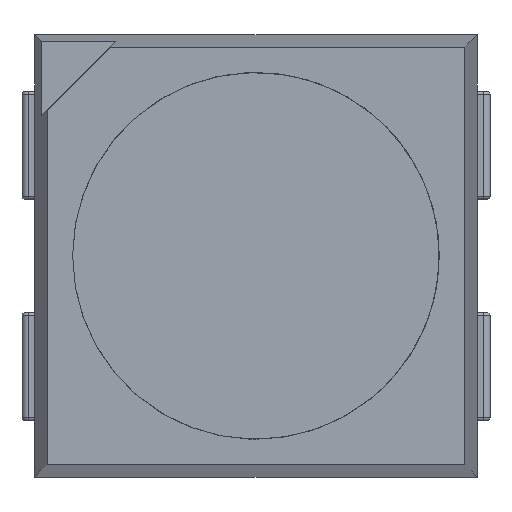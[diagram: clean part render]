
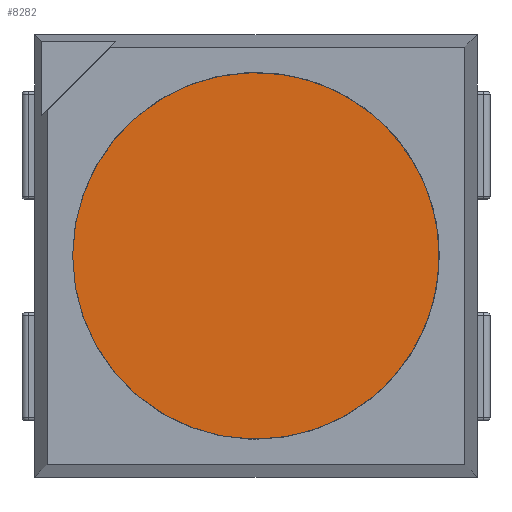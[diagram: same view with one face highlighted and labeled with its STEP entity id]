
A CAD part, top view. The second image highlights one B-rep face of the part: STEP entity #8282.
In plain terms, the highlighted planar face has unit normal (0, 0, 1).
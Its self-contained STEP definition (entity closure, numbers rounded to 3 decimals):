
#184=PLANE($,#9216);
#2111=FACE_OUTER_BOUND($,#2709,.T.);
#2709=EDGE_LOOP($,(#6549));
#3418=CIRCLE($,#9213,1.45);
#3968=VERTEX_POINT($,#13758);
#4894=EDGE_CURVE($,#3968,#3968,#3418,.T.);
#6549=ORIENTED_EDGE($,*,*,#4894,.T.);
#8282=ADVANCED_FACE($,(#2111),#184,.T.);
#9213=AXIS2_PLACEMENT_3D($,#13759,#11058,#11059);
#9216=AXIS2_PLACEMENT_3D($,#13763,#11064,#11065);
#11058=DIRECTION('center_axis',(0.,0.,1.));
#11059=DIRECTION('ref_axis',(-1.,0.,0.));
#11064=DIRECTION('center_axis',(0.,0.,1.));
#11065=DIRECTION('ref_axis',(-1.,0.,0.));
#13758=CARTESIAN_POINT('',(-1.45,0.,1.));
#13759=CARTESIAN_POINT('Origin',(0.,0.,1.));
#13763=CARTESIAN_POINT('Origin',(0.,0.,1.));
